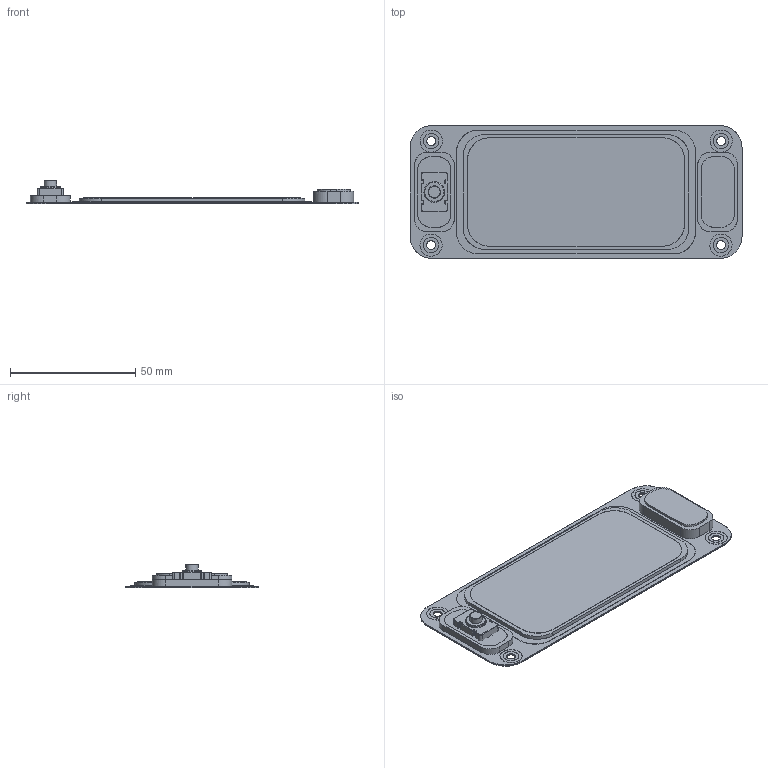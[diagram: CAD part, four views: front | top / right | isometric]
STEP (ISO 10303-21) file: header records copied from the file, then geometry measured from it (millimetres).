
FILE_DESCRIPTION(('FreeCAD Model'),'2;1');
FILE_NAME('Open CASCADE Shape Model','2025-04-30T09:09:47',('FreeCAD'),( 'FreeCAD'),'Open CASCADE STEP processor 7.6','FreeCAD','Unknown');
FILE_SCHEMA(('AUTOMOTIVE_DESIGN { 1 0 10303 214 1 1 1 1 }'));
Length unit declared in the file: millimetre
Products named in the file (1): Open CASCADE STEP translator 7.6 1
Bounding box: 132.68 x 53.07 x 9.46 mm (x, y, z)
Volume: 16310.8 mm3; surface area: 43382.9 mm2
Topology: 16 solids, 16 shells, 327 faces, 788 edges, 479 vertices
Faces by surface type: bspline 327
Entity records: 9078 total; most frequent: CARTESIAN_POINT 4603, ORIENTED_EDGE 1544, EDGE_CURVE 772, VERTEX_POINT 479, B_SPLINE_CURVE_WITH_KNOTS 442, FACE_BOUND 365, EDGE_LOOP 365, ADVANCED_FACE 327
